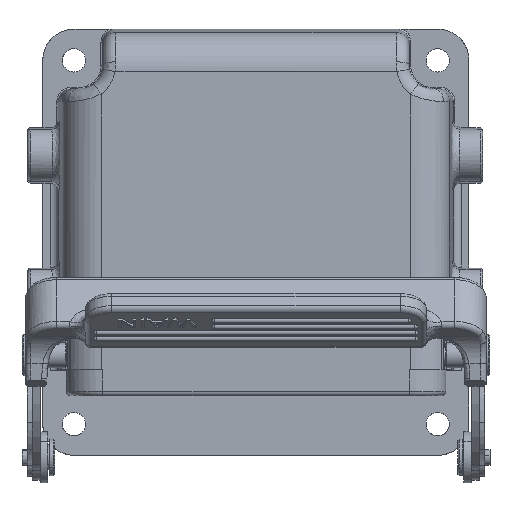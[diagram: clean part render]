
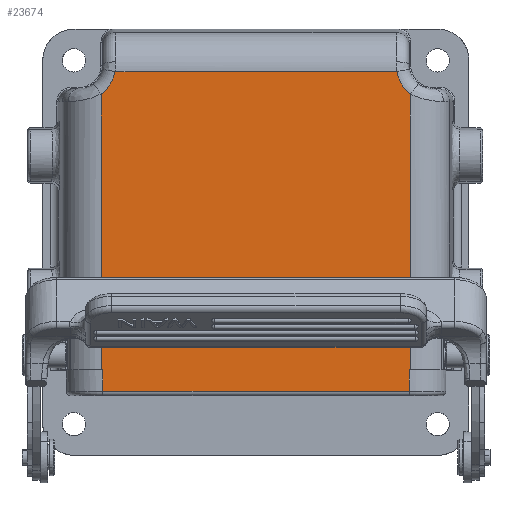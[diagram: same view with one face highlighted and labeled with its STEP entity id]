
A CAD part, top view. The second image highlights one B-rep face of the part: STEP entity #23674.
In plain terms, the highlighted planar face has unit normal (0, 0, 1).
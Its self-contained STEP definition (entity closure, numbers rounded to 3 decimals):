
#1910=CARTESIAN_POINT('',(73.42,16.405,
-0.161));
#1911=CARTESIAN_POINT('',(73.436,16.405,
-0.161));
#1912=CARTESIAN_POINT('',(73.469,16.405,
-0.161));
#1913=CARTESIAN_POINT('',(73.501,16.405,
-0.161));
#1914=CARTESIAN_POINT('',(73.517,16.405,
-0.161));
#1916=DIRECTION('',(0.,-1.,0.));
#1917=VECTOR('',#1916,4.2);
#1918=CARTESIAN_POINT('',(73.42,16.405,
-0.161));
#1919=LINE('',#1918,#1917);
#1920=DIRECTION('',(-1.,0.,0.));
#1921=VECTOR('',#1920,59.);
#1922=CARTESIAN_POINT('',(73.42,12.205,
-0.161));
#1923=LINE('',#1922,#1921);
#1924=CARTESIAN_POINT('',(14.272,16.405,
-0.162));
#1925=CARTESIAN_POINT('',(14.297,16.405,
-0.162));
#1926=CARTESIAN_POINT('',(14.346,16.405,
-0.16));
#1927=CARTESIAN_POINT('',(14.395,16.405,
-0.161));
#1928=CARTESIAN_POINT('',(14.42,16.405,
-0.161));
#1930=CARTESIAN_POINT('',(14.125,16.405,
-0.163));
#1931=CARTESIAN_POINT('',(14.15,16.405,
-0.163));
#1932=CARTESIAN_POINT('',(14.199,16.405,
-0.159));
#1933=CARTESIAN_POINT('',(14.248,16.405,
-0.162));
#1934=CARTESIAN_POINT('',(14.272,16.405,
-0.162));
#1936=CARTESIAN_POINT('',(9.87,75.005,
-0.161));
#1937=DIRECTION('',(0.,0.,1.));
#1938=DIRECTION('',(0.608,-0.794,0.));
#1939=AXIS2_PLACEMENT_3D('',#1936,#1937,#1938);
#1941=CARTESIAN_POINT('',(77.87,75.005,
-0.161));
#1942=DIRECTION('',(0.,0.,1.));
#1943=DIRECTION('',(-0.984,-0.177,0.));
#1944=AXIS2_PLACEMENT_3D('',#1941,#1942,#1943);
#1946=DIRECTION('',(0.,-1.,0.));
#1947=VECTOR('',#1946,53.042);
#1948=CARTESIAN_POINT('',(73.615,69.446,
-0.161));
#1949=LINE('',#1948,#1947);
#1950=CARTESIAN_POINT('',(73.517,16.405,
-0.161));
#1951=CARTESIAN_POINT('',(73.534,16.405,
-0.161));
#1952=CARTESIAN_POINT('',(73.566,16.405,
-0.16));
#1953=CARTESIAN_POINT('',(73.599,16.405,
-0.162));
#1954=CARTESIAN_POINT('',(73.615,16.405,
-0.162));
#2063=DIRECTION('',(0.,-1.,0.));
#2064=VECTOR('',#2063,4.2);
#2065=CARTESIAN_POINT('',(14.42,16.405,
-0.161));
#2066=LINE('',#2065,#2064);
#9514=DIRECTION('',(-1.,0.,0.));
#9515=VECTOR('',#9514,54.221);
#9516=CARTESIAN_POINT('',(70.98,73.764,
-0.161));
#9517=LINE('',#9516,#9515);
#9609=CARTESIAN_POINT('',(73.615,69.446,
-0.161));
#9698=DIRECTION('',(0.,-1.,0.));
#9699=VECTOR('',#9698,53.042);
#9700=CARTESIAN_POINT('',(14.125,69.446,
-0.161));
#9701=LINE('',#9700,#9699);
#17404=VERTEX_POINT('',#9609);
#17962=CARTESIAN_POINT('',(70.98,73.764,
-0.161));
#17963=VERTEX_POINT('',#17962);
#17964=CARTESIAN_POINT('',(14.125,69.446,
-0.161));
#17965=CARTESIAN_POINT('',(16.76,73.764,
-0.161));
#17966=VERTEX_POINT('',#17964);
#17967=VERTEX_POINT('',#17965);
#18962=CARTESIAN_POINT('',(73.42,12.205,
-0.161));
#18963=VERTEX_POINT('',#18962);
#18964=CARTESIAN_POINT('',(14.42,12.205,
-0.161));
#18965=VERTEX_POINT('',#18964);
#21087=VERTEX_POINT('',#1910);
#21088=VERTEX_POINT('',#1914);
#21089=VERTEX_POINT('',#1954);
#21093=CARTESIAN_POINT('',(14.125,16.405,
-0.167));
#21095=VERTEX_POINT('',#21093);
#21096=VERTEX_POINT('',#1934);
#21097=VERTEX_POINT('',#1928);
#23644=CARTESIAN_POINT('',(43.87,45.084,
-0.161));
#23645=DIRECTION('',(0.,0.,1.));
#23646=DIRECTION('',(0.,1.,0.));
#23647=AXIS2_PLACEMENT_3D('',#23644,#23645,#23646);
#23648=PLANE('',#23647);
#23650=ORIENTED_EDGE('',*,*,#23649,.F.);
#23652=ORIENTED_EDGE('',*,*,#23651,.T.);
#23654=ORIENTED_EDGE('',*,*,#23653,.T.);
#23656=ORIENTED_EDGE('',*,*,#23655,.F.);
#23658=ORIENTED_EDGE('',*,*,#23657,.F.);
#23660=ORIENTED_EDGE('',*,*,#23659,.F.);
#23662=ORIENTED_EDGE('',*,*,#23661,.F.);
#23664=ORIENTED_EDGE('',*,*,#23663,.T.);
#23666=ORIENTED_EDGE('',*,*,#23665,.F.);
#23668=ORIENTED_EDGE('',*,*,#23667,.T.);
#23669=ORIENTED_EDGE('',*,*,#23631,.T.);
#23671=ORIENTED_EDGE('',*,*,#23670,.F.);
#23672=EDGE_LOOP('',(#23650,#23652,#23654,#23656,#23658,#23660,#23662,#23664,
#23666,#23668,#23669,#23671));
#23673=FACE_OUTER_BOUND('',#23672,.F.);
#1915=B_SPLINE_CURVE_WITH_KNOTS('',3,(#1910,#1911,#1912,#1913,#1914),
.UNSPECIFIED.,.F.,.F.,(4,1,4),(0.,0.5,1.),.UNSPECIFIED.);
#1929=B_SPLINE_CURVE_WITH_KNOTS('',3,(#1924,#1925,#1926,#1927,#1928),
.UNSPECIFIED.,.F.,.F.,(4,1,4),(0.,0.5,1.),.UNSPECIFIED.);
#1935=B_SPLINE_CURVE_WITH_KNOTS('',3,(#1930,#1931,#1932,#1933,#1934),
.UNSPECIFIED.,.F.,.F.,(4,1,4),(0.,0.5,1.),.UNSPECIFIED.);
#1940=CIRCLE('',#1939,7.);
#1945=CIRCLE('',#1944,7.);
#1955=B_SPLINE_CURVE_WITH_KNOTS('',3,(#1950,#1951,#1952,#1953,#1954),
.UNSPECIFIED.,.F.,.F.,(4,1,4),(0.,0.5,1.),.UNSPECIFIED.);
#23631=EDGE_CURVE('',#17404,#21089,#1949,.T.);
#23649=EDGE_CURVE('',#21087,#21088,#1915,.T.);
#23651=EDGE_CURVE('',#21087,#18963,#1919,.T.);
#23653=EDGE_CURVE('',#18963,#18965,#1923,.T.);
#23655=EDGE_CURVE('',#21097,#18965,#2066,.T.);
#23657=EDGE_CURVE('',#21096,#21097,#1929,.T.);
#23659=EDGE_CURVE('',#21095,#21096,#1935,.T.);
#23661=EDGE_CURVE('',#17966,#21095,#9701,.T.);
#23663=EDGE_CURVE('',#17966,#17967,#1940,.T.);
#23665=EDGE_CURVE('',#17963,#17967,#9517,.T.);
#23667=EDGE_CURVE('',#17963,#17404,#1945,.T.);
#23670=EDGE_CURVE('',#21088,#21089,#1955,.T.);
#23674=ADVANCED_FACE('',(#23673),#23648,.T.);
